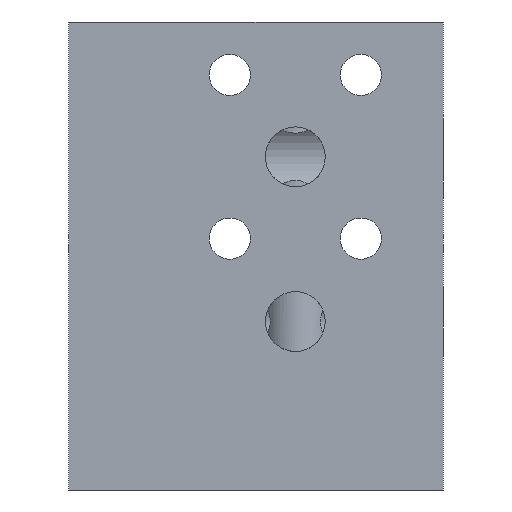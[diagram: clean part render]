
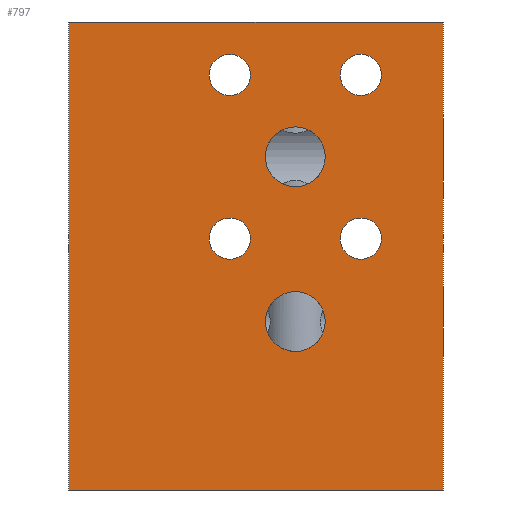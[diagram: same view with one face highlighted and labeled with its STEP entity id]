
A CAD part, front view. The second image highlights one B-rep face of the part: STEP entity #797.
In plain terms, the highlighted planar face has unit normal (0, -1, 0).
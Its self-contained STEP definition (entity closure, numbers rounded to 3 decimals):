
#57=FACE_BOUND('',#169,.T.);
#58=FACE_BOUND('',#170,.T.);
#59=FACE_BOUND('',#171,.T.);
#60=FACE_BOUND('',#172,.T.);
#61=FACE_BOUND('',#173,.T.);
#62=FACE_BOUND('',#174,.T.);
#75=PLANE('',#901);
#114=FACE_OUTER_BOUND('',#168,.T.);
#168=EDGE_LOOP('',(#676,#677,#678,#679));
#169=EDGE_LOOP('',(#680,#681));
#170=EDGE_LOOP('',(#682,#683));
#171=EDGE_LOOP('',(#684,#685));
#172=EDGE_LOOP('',(#686,#687));
#173=EDGE_LOOP('',(#688,#689));
#174=EDGE_LOOP('',(#690,#691));
#197=CIRCLE('',#851,4.);
#198=CIRCLE('',#852,4.);
#206=CIRCLE('',#868,4.);
#207=CIRCLE('',#869,4.);
#214=CIRCLE('',#886,2.75);
#215=CIRCLE('',#887,2.75);
#217=CIRCLE('',#890,2.75);
#219=CIRCLE('',#892,2.75);
#220=CIRCLE('',#894,2.75);
#222=CIRCLE('',#896,2.75);
#223=CIRCLE('',#898,2.75);
#224=CIRCLE('',#899,2.75);
#233=LINE('',#1145,#270);
#236=LINE('',#1157,#273);
#239=LINE('',#1166,#276);
#240=LINE('',#1168,#277);
#270=VECTOR('',#937,10.);
#273=VECTOR('',#950,1000.);
#276=VECTOR('',#959,1000.);
#277=VECTOR('',#962,1000.);
#313=VERTEX_POINT('',#1142);
#314=VERTEX_POINT('',#1144);
#318=VERTEX_POINT('',#1156);
#321=VERTEX_POINT('',#1164);
#331=VERTEX_POINT('',#1259);
#332=VERTEX_POINT('',#1261);
#357=VERTEX_POINT('',#1526);
#358=VERTEX_POINT('',#1528);
#367=VERTEX_POINT('',#1592);
#368=VERTEX_POINT('',#1593);
#370=VERTEX_POINT('',#1600);
#371=VERTEX_POINT('',#1601);
#373=VERTEX_POINT('',#1608);
#374=VERTEX_POINT('',#1609);
#376=VERTEX_POINT('',#1616);
#377=VERTEX_POINT('',#1617);
#393=EDGE_CURVE('',#313,#314,#233,.F.);
#399=EDGE_CURVE('',#314,#318,#236,.T.);
#404=EDGE_CURVE('',#321,#313,#239,.T.);
#405=EDGE_CURVE('',#318,#321,#240,.T.);
#420=EDGE_CURVE('',#332,#331,#197,.T.);
#421=EDGE_CURVE('',#331,#332,#198,.T.);
#452=EDGE_CURVE('',#358,#357,#206,.T.);
#453=EDGE_CURVE('',#357,#358,#207,.T.);
#470=EDGE_CURVE('',#367,#368,#214,.T.);
#471=EDGE_CURVE('',#368,#367,#215,.T.);
#474=EDGE_CURVE('',#370,#371,#217,.T.);
#477=EDGE_CURVE('',#371,#370,#219,.T.);
#478=EDGE_CURVE('',#373,#374,#220,.T.);
#481=EDGE_CURVE('',#374,#373,#222,.T.);
#482=EDGE_CURVE('',#376,#377,#223,.T.);
#483=EDGE_CURVE('',#377,#376,#224,.T.);
#676=ORIENTED_EDGE('',*,*,#393,.F.);
#677=ORIENTED_EDGE('',*,*,#404,.F.);
#678=ORIENTED_EDGE('',*,*,#405,.F.);
#679=ORIENTED_EDGE('',*,*,#399,.F.);
#680=ORIENTED_EDGE('',*,*,#474,.F.);
#681=ORIENTED_EDGE('',*,*,#477,.F.);
#682=ORIENTED_EDGE('',*,*,#470,.T.);
#683=ORIENTED_EDGE('',*,*,#471,.T.);
#684=ORIENTED_EDGE('',*,*,#478,.F.);
#685=ORIENTED_EDGE('',*,*,#481,.F.);
#686=ORIENTED_EDGE('',*,*,#482,.T.);
#687=ORIENTED_EDGE('',*,*,#483,.T.);
#688=ORIENTED_EDGE('',*,*,#452,.T.);
#689=ORIENTED_EDGE('',*,*,#453,.T.);
#690=ORIENTED_EDGE('',*,*,#420,.T.);
#691=ORIENTED_EDGE('',*,*,#421,.T.);
#797=ADVANCED_FACE('',(#114,#57,#58,#59,#60,#61,#62),#75,.T.);
#851=AXIS2_PLACEMENT_3D('',#1262,#984,#985);
#852=AXIS2_PLACEMENT_3D('',#1263,#986,#987);
#868=AXIS2_PLACEMENT_3D('',#1529,#1026,#1027);
#869=AXIS2_PLACEMENT_3D('',#1530,#1028,#1029);
#886=AXIS2_PLACEMENT_3D('',#1594,#1069,#1070);
#887=AXIS2_PLACEMENT_3D('',#1595,#1071,#1072);
#890=AXIS2_PLACEMENT_3D('',#1602,#1078,#1079);
#892=AXIS2_PLACEMENT_3D('',#1606,#1083,#1084);
#894=AXIS2_PLACEMENT_3D('',#1610,#1087,#1088);
#896=AXIS2_PLACEMENT_3D('',#1614,#1092,#1093);
#898=AXIS2_PLACEMENT_3D('',#1618,#1096,#1097);
#899=AXIS2_PLACEMENT_3D('',#1619,#1098,#1099);
#901=AXIS2_PLACEMENT_3D('',#1623,#1103,#1104);
#937=DIRECTION('',(0.,0.,1.));
#950=DIRECTION('',(-1.,0.,0.));
#959=DIRECTION('',(1.,0.,0.));
#962=DIRECTION('',(0.,0.,1.));
#984=DIRECTION('center_axis',(0.,1.,0.));
#985=DIRECTION('ref_axis',(0.,0.,1.));
#986=DIRECTION('center_axis',(0.,1.,0.));
#987=DIRECTION('ref_axis',(0.,0.,1.));
#1026=DIRECTION('center_axis',(0.,1.,0.));
#1027=DIRECTION('ref_axis',(0.,0.,1.));
#1028=DIRECTION('center_axis',(0.,1.,0.));
#1029=DIRECTION('ref_axis',(0.,0.,1.));
#1069=DIRECTION('center_axis',(0.,1.,0.));
#1070=DIRECTION('ref_axis',(0.,0.,-1.));
#1071=DIRECTION('center_axis',(0.,1.,0.));
#1072=DIRECTION('ref_axis',(0.,0.,-1.));
#1078=DIRECTION('center_axis',(0.,-1.,0.));
#1079=DIRECTION('ref_axis',(0.,0.,-1.));
#1083=DIRECTION('center_axis',(0.,-1.,0.));
#1084=DIRECTION('ref_axis',(0.,0.,-1.));
#1087=DIRECTION('center_axis',(0.,-1.,0.));
#1088=DIRECTION('ref_axis',(0.,0.,-1.));
#1092=DIRECTION('center_axis',(0.,-1.,0.));
#1093=DIRECTION('ref_axis',(0.,0.,-1.));
#1096=DIRECTION('center_axis',(0.,1.,0.));
#1097=DIRECTION('ref_axis',(0.,0.,-1.));
#1098=DIRECTION('center_axis',(0.,1.,0.));
#1099=DIRECTION('ref_axis',(0.,0.,-1.));
#1103=DIRECTION('center_axis',(0.,-1.,0.));
#1104=DIRECTION('ref_axis',(0.,0.,-1.));
#1142=CARTESIAN_POINT('',(19.75,-14.5,25.));
#1144=CARTESIAN_POINT('',(19.75,-14.5,-37.5));
#1145=CARTESIAN_POINT('',(19.75,-14.5,12.5));
#1156=CARTESIAN_POINT('',(-30.25,-14.5,-37.5));
#1157=CARTESIAN_POINT('',(-14.25,-14.5,-37.5));
#1164=CARTESIAN_POINT('',(-30.25,-14.5,25.));
#1166=CARTESIAN_POINT('',(-14.25,-14.5,25.));
#1168=CARTESIAN_POINT('',(-30.25,-14.5,25.));
#1259=CARTESIAN_POINT('',(0.,-14.5,3.));
#1261=CARTESIAN_POINT('',(0.,-14.5,11.));
#1262=CARTESIAN_POINT('Origin',(0.,-14.5,7.));
#1263=CARTESIAN_POINT('Origin',(0.,-14.5,7.));
#1526=CARTESIAN_POINT('',(0.,-14.5,-19.));
#1528=CARTESIAN_POINT('',(0.,-14.5,-11.));
#1529=CARTESIAN_POINT('Origin',(0.,-14.5,-15.));
#1530=CARTESIAN_POINT('Origin',(0.,-14.5,-15.));
#1592=CARTESIAN_POINT('',(-8.75,-14.5,15.179));
#1593=CARTESIAN_POINT('',(-8.75,-14.5,20.679));
#1594=CARTESIAN_POINT('Origin',(-8.75,-14.5,17.929));
#1595=CARTESIAN_POINT('Origin',(-8.75,-14.5,17.929));
#1600=CARTESIAN_POINT('',(-8.75,-14.5,-6.679));
#1601=CARTESIAN_POINT('',(-8.75,-14.5,-1.179));
#1602=CARTESIAN_POINT('Origin',(-8.75,-14.5,-3.929));
#1606=CARTESIAN_POINT('Origin',(-8.75,-14.5,-3.929));
#1608=CARTESIAN_POINT('',(8.75,-14.5,-6.679));
#1609=CARTESIAN_POINT('',(8.75,-14.5,-1.179));
#1610=CARTESIAN_POINT('Origin',(8.75,-14.5,-3.929));
#1614=CARTESIAN_POINT('Origin',(8.75,-14.5,-3.929));
#1616=CARTESIAN_POINT('',(8.75,-14.5,15.179));
#1617=CARTESIAN_POINT('',(8.75,-14.5,20.679));
#1618=CARTESIAN_POINT('Origin',(8.75,-14.5,17.929));
#1619=CARTESIAN_POINT('Origin',(8.75,-14.5,17.929));
#1623=CARTESIAN_POINT('Origin',(0.,-14.5,0.));
